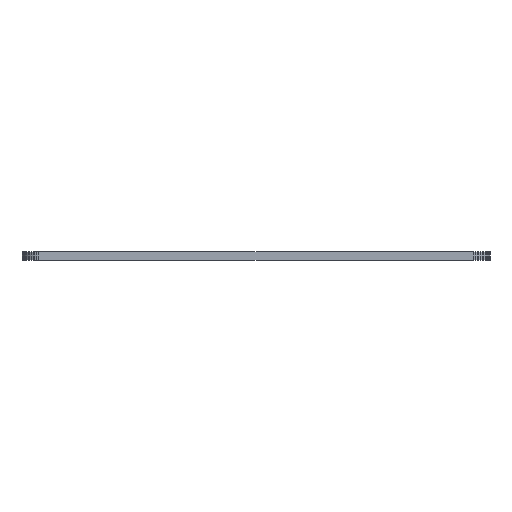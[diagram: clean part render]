
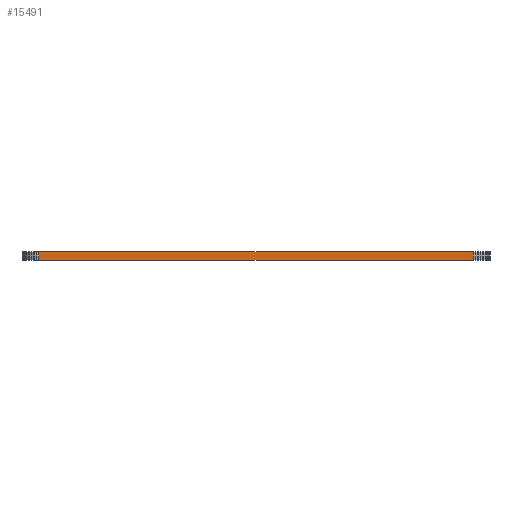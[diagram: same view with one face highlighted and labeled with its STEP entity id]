
A CAD part, front view. The second image highlights one B-rep face of the part: STEP entity #15491.
In plain terms, the highlighted planar face has unit normal (0, -1, 0).
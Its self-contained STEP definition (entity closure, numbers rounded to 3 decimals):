
#83 = PLANE('',#84);
#84 = AXIS2_PLACEMENT_3D('',#85,#86,#87);
#85 = CARTESIAN_POINT('',(159.55,-105.25,1.58));
#86 = DIRECTION('',(-0.,-0.,-1.));
#87 = DIRECTION('',(-1.,0.,0.));
#137 = PLANE('',#138);
#138 = AXIS2_PLACEMENT_3D('',#139,#140,#141);
#139 = CARTESIAN_POINT('',(159.55,-105.25,0.));
#140 = DIRECTION('',(-0.,-0.,-1.));
#141 = DIRECTION('',(-1.,0.,0.));
#1002 = VERTEX_POINT('',#1003);
#1003 = CARTESIAN_POINT('',(199.05,-140.25,0.));
#1017 = PLANE('',#1018);
#1018 = AXIS2_PLACEMENT_3D('',#1019,#1020,#1021);
#1019 = CARTESIAN_POINT('',(199.386,-140.231,0.));
#1020 = DIRECTION('',(0.056,-0.998,0.));
#1021 = DIRECTION('',(-0.998,-0.056,0.));
#1029 = EDGE_CURVE('',#1002,#1030,#1032,.T.);
#1030 = VERTEX_POINT('',#1031);
#1031 = CARTESIAN_POINT('',(120.05,-140.25,0.));
#1032 = SURFACE_CURVE('',#1033,(#1037,#1044),.PCURVE_S1.);
#1033 = LINE('',#1034,#1035);
#1034 = CARTESIAN_POINT('',(199.05,-140.25,0.));
#1035 = VECTOR('',#1036,1.);
#1036 = DIRECTION('',(-1.,0.,0.));
#1037 = PCURVE('',#137,#1038);
#1038 = DEFINITIONAL_REPRESENTATION('',(#1039),#1043);
#1039 = LINE('',#1040,#1041);
#1040 = CARTESIAN_POINT('',(-39.5,-35.));
#1041 = VECTOR('',#1042,1.);
#1042 = DIRECTION('',(1.,0.));
#1043 = ( GEOMETRIC_REPRESENTATION_CONTEXT(2) 
PARAMETRIC_REPRESENTATION_CONTEXT() REPRESENTATION_CONTEXT('2D SPACE',''
  ) );
#1044 = PCURVE('',#1045,#1050);
#1045 = PLANE('',#1046);
#1046 = AXIS2_PLACEMENT_3D('',#1047,#1048,#1049);
#1047 = CARTESIAN_POINT('',(199.05,-140.25,0.));
#1048 = DIRECTION('',(0.,-1.,0.));
#1049 = DIRECTION('',(-1.,0.,0.));
#1050 = DEFINITIONAL_REPRESENTATION('',(#1051),#1055);
#1051 = LINE('',#1052,#1053);
#1052 = CARTESIAN_POINT('',(0.,-0.));
#1053 = VECTOR('',#1054,1.);
#1054 = DIRECTION('',(1.,0.));
#1055 = ( GEOMETRIC_REPRESENTATION_CONTEXT(2) 
PARAMETRIC_REPRESENTATION_CONTEXT() REPRESENTATION_CONTEXT('2D SPACE',''
  ) );
#1073 = PLANE('',#1074);
#1074 = AXIS2_PLACEMENT_3D('',#1075,#1076,#1077);
#1075 = CARTESIAN_POINT('',(120.05,-140.25,0.));
#1076 = DIRECTION('',(-0.056,-0.998,0.));
#1077 = DIRECTION('',(-0.998,0.056,0.));
#8317 = VERTEX_POINT('',#8318);
#8318 = CARTESIAN_POINT('',(199.05,-140.25,1.58));
#8339 = EDGE_CURVE('',#8317,#8340,#8342,.T.);
#8340 = VERTEX_POINT('',#8341);
#8341 = CARTESIAN_POINT('',(120.05,-140.25,1.58));
#8342 = SURFACE_CURVE('',#8343,(#8347,#8354),.PCURVE_S1.);
#8343 = LINE('',#8344,#8345);
#8344 = CARTESIAN_POINT('',(199.05,-140.25,1.58));
#8345 = VECTOR('',#8346,1.);
#8346 = DIRECTION('',(-1.,0.,0.));
#8347 = PCURVE('',#83,#8348);
#8348 = DEFINITIONAL_REPRESENTATION('',(#8349),#8353);
#8349 = LINE('',#8350,#8351);
#8350 = CARTESIAN_POINT('',(-39.5,-35.));
#8351 = VECTOR('',#8352,1.);
#8352 = DIRECTION('',(1.,0.));
#8353 = ( GEOMETRIC_REPRESENTATION_CONTEXT(2) 
PARAMETRIC_REPRESENTATION_CONTEXT() REPRESENTATION_CONTEXT('2D SPACE',''
  ) );
#8354 = PCURVE('',#1045,#8355);
#8355 = DEFINITIONAL_REPRESENTATION('',(#8356),#8360);
#8356 = LINE('',#8357,#8358);
#8357 = CARTESIAN_POINT('',(0.,-1.58));
#8358 = VECTOR('',#8359,1.);
#8359 = DIRECTION('',(1.,0.));
#8360 = ( GEOMETRIC_REPRESENTATION_CONTEXT(2) 
PARAMETRIC_REPRESENTATION_CONTEXT() REPRESENTATION_CONTEXT('2D SPACE',''
  ) );
#15443 = EDGE_CURVE('',#1002,#8317,#15444,.T.);
#15444 = SURFACE_CURVE('',#15445,(#15449,#15456),.PCURVE_S1.);
#15445 = LINE('',#15446,#15447);
#15446 = CARTESIAN_POINT('',(199.05,-140.25,0.));
#15447 = VECTOR('',#15448,1.);
#15448 = DIRECTION('',(0.,0.,1.));
#15449 = PCURVE('',#1017,#15450);
#15450 = DEFINITIONAL_REPRESENTATION('',(#15451),#15455);
#15451 = LINE('',#15452,#15453);
#15452 = CARTESIAN_POINT('',(0.336,0.));
#15453 = VECTOR('',#15454,1.);
#15454 = DIRECTION('',(0.,-1.));
#15455 = ( GEOMETRIC_REPRESENTATION_CONTEXT(2) 
PARAMETRIC_REPRESENTATION_CONTEXT() REPRESENTATION_CONTEXT('2D SPACE',''
  ) );
#15456 = PCURVE('',#1045,#15457);
#15457 = DEFINITIONAL_REPRESENTATION('',(#15458),#15462);
#15458 = LINE('',#15459,#15460);
#15459 = CARTESIAN_POINT('',(0.,-0.));
#15460 = VECTOR('',#15461,1.);
#15461 = DIRECTION('',(0.,-1.));
#15462 = ( GEOMETRIC_REPRESENTATION_CONTEXT(2) 
PARAMETRIC_REPRESENTATION_CONTEXT() REPRESENTATION_CONTEXT('2D SPACE',''
  ) );
#15491 = ADVANCED_FACE('',(#15492),#1045,.T.);
#15492 = FACE_BOUND('',#15493,.T.);
#15493 = EDGE_LOOP('',(#15494,#15495,#15496,#15517));
#15494 = ORIENTED_EDGE('',*,*,#15443,.T.);
#15495 = ORIENTED_EDGE('',*,*,#8339,.T.);
#15496 = ORIENTED_EDGE('',*,*,#15497,.F.);
#15497 = EDGE_CURVE('',#1030,#8340,#15498,.T.);
#15498 = SURFACE_CURVE('',#15499,(#15503,#15510),.PCURVE_S1.);
#15499 = LINE('',#15500,#15501);
#15500 = CARTESIAN_POINT('',(120.05,-140.25,0.));
#15501 = VECTOR('',#15502,1.);
#15502 = DIRECTION('',(0.,0.,1.));
#15503 = PCURVE('',#1045,#15504);
#15504 = DEFINITIONAL_REPRESENTATION('',(#15505),#15509);
#15505 = LINE('',#15506,#15507);
#15506 = CARTESIAN_POINT('',(79.,0.));
#15507 = VECTOR('',#15508,1.);
#15508 = DIRECTION('',(0.,-1.));
#15509 = ( GEOMETRIC_REPRESENTATION_CONTEXT(2) 
PARAMETRIC_REPRESENTATION_CONTEXT() REPRESENTATION_CONTEXT('2D SPACE',''
  ) );
#15510 = PCURVE('',#1073,#15511);
#15511 = DEFINITIONAL_REPRESENTATION('',(#15512),#15516);
#15512 = LINE('',#15513,#15514);
#15513 = CARTESIAN_POINT('',(0.,0.));
#15514 = VECTOR('',#15515,1.);
#15515 = DIRECTION('',(0.,-1.));
#15516 = ( GEOMETRIC_REPRESENTATION_CONTEXT(2) 
PARAMETRIC_REPRESENTATION_CONTEXT() REPRESENTATION_CONTEXT('2D SPACE',''
  ) );
#15517 = ORIENTED_EDGE('',*,*,#1029,.F.);
